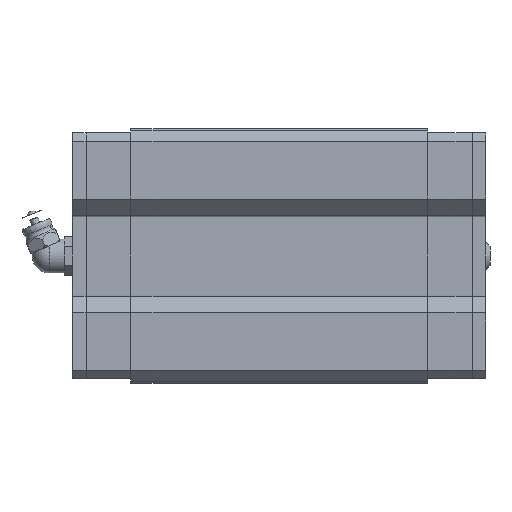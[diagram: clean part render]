
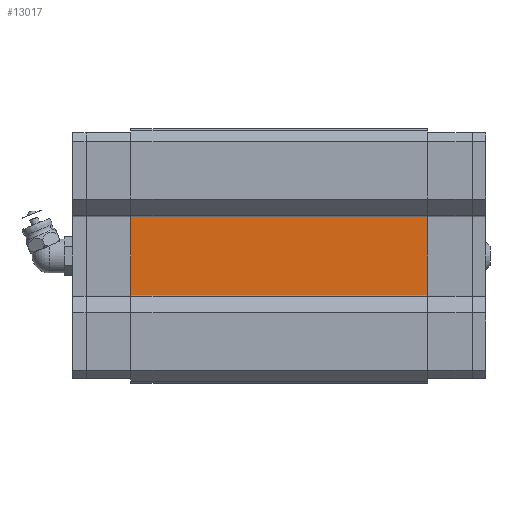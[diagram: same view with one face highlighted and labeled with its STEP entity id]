
A CAD part, front view. The second image highlights one B-rep face of the part: STEP entity #13017.
In plain terms, the highlighted planar face has unit normal (0, -1, 0).
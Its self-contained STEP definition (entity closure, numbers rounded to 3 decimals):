
#295=PLANE('',#14043);
#948=FACE_OUTER_BOUND('',#1661,.T.);
#1661=EDGE_LOOP('',(#10460,#10461,#10462,#10463));
#3189=LINE('',#20275,#4608);
#3251=LINE('',#20419,#4670);
#3267=LINE('',#20454,#4686);
#3268=LINE('',#20456,#4687);
#4608=VECTOR('',#16346,10.);
#4670=VECTOR('',#16434,10.);
#4686=VECTOR('',#16480,91.);
#4687=VECTOR('',#16483,91.);
#5962=VERTEX_POINT('',#20272);
#5963=VERTEX_POINT('',#20274);
#6031=VERTEX_POINT('',#20416);
#6032=VERTEX_POINT('',#20418);
#7538=EDGE_CURVE('',#5962,#5963,#3189,.T.);
#7612=EDGE_CURVE('',#6031,#6032,#3251,.T.);
#7630=EDGE_CURVE('',#6031,#5963,#3267,.T.);
#7631=EDGE_CURVE('',#6032,#5962,#3268,.T.);
#10460=ORIENTED_EDGE('',*,*,#7612,.F.);
#10461=ORIENTED_EDGE('',*,*,#7630,.T.);
#10462=ORIENTED_EDGE('',*,*,#7538,.F.);
#10463=ORIENTED_EDGE('',*,*,#7631,.F.);
#13017=ADVANCED_FACE('',(#948),#295,.T.);
#14043=AXIS2_PLACEMENT_3D('',#20455,#16481,#16482);
#16346=DIRECTION('',(-1.,0.,0.));
#16434=DIRECTION('',(1.,0.,0.));
#16480=DIRECTION('',(0.,0.,-1.));
#16481=DIRECTION('center_axis',(0.,-1.,0.));
#16482=DIRECTION('ref_axis',(0.,0.,-1.));
#16483=DIRECTION('',(0.,0.,-1.));
#20272=CARTESIAN_POINT('',(9.256,0.,-35.));
#20274=CARTESIAN_POINT('',(-9.256,0.,-35.));
#20275=CARTESIAN_POINT('',(-4.628,0.,-35.));
#20416=CARTESIAN_POINT('',(-9.256,0.,35.));
#20418=CARTESIAN_POINT('',(9.256,0.,35.));
#20419=CARTESIAN_POINT('',(-4.628,0.,35.));
#20454=CARTESIAN_POINT('',(-9.256,0.,48.7));
#20455=CARTESIAN_POINT('Origin',(-9.256,0.,-35.));
#20456=CARTESIAN_POINT('',(9.256,0.,48.7));
